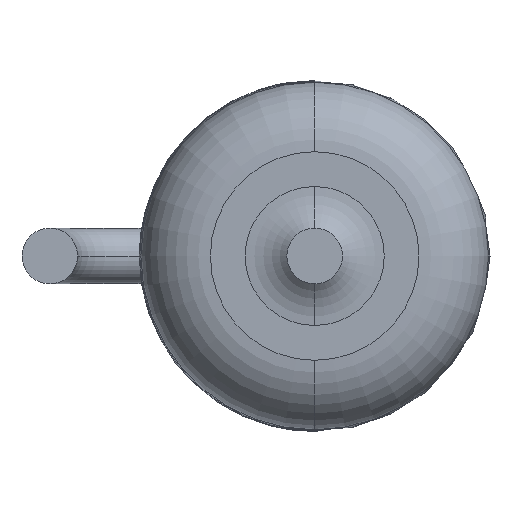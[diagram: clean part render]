
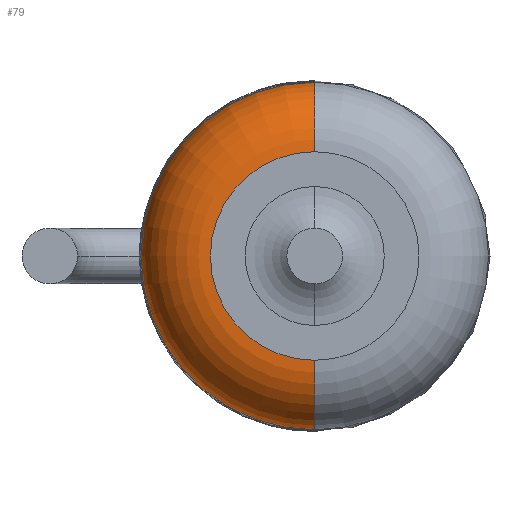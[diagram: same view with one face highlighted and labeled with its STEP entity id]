
A CAD part, front view. The second image highlights one B-rep face of the part: STEP entity #79.
In plain terms, the highlighted toroidal (fillet/blend) face has major radius 1.5 mm and minor radius 1 mm.
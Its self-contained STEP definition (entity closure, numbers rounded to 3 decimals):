
#5 = ORIENTED_EDGE ( 'NONE', *, *, #524, .F. ) ;
#35 = DIRECTION ( 'NONE',  ( 0., 0., 1. ) ) ;
#56 = ORIENTED_EDGE ( 'NONE', *, *, #815, .F. ) ;
#79 = ADVANCED_FACE ( 'NONE', ( #2280 ), #245, .T. ) ;
#91 = EDGE_LOOP ( 'NONE', ( #5, #1089, #1204, #56 ) ) ;
#100 = AXIS2_PLACEMENT_3D ( 'NONE', #1981, #130, #2594 ) ;
#114 = CARTESIAN_POINT ( 'NONE',  ( 0., -6.5, 2.5 ) ) ;
#127 = DIRECTION ( 'NONE',  ( -1., 0., 0. ) ) ;
#130 = DIRECTION ( 'NONE',  ( 1., 0., 0. ) ) ;
#191 = AXIS2_PLACEMENT_3D ( 'NONE', #2290, #1890, #35 ) ;
#245 = TOROIDAL_SURFACE ( 'NONE', #914, 1.5, 1. ) ;
#451 = CARTESIAN_POINT ( 'NONE',  ( 0., -6.5, 0. ) ) ;
#510 = VERTEX_POINT ( 'NONE', #1156 ) ;
#524 = EDGE_CURVE ( 'NONE', #510, #2536, #1689, .T. ) ;
#593 = AXIS2_PLACEMENT_3D ( 'NONE', #737, #127, #930 ) ;
#664 = DIRECTION ( 'NONE',  ( 0., 1., 0. ) ) ;
#737 = CARTESIAN_POINT ( 'NONE',  ( 0., -6.5, 1.5 ) ) ;
#815 = EDGE_CURVE ( 'NONE', #2536, #1806, #2505, .T. ) ;
#914 = AXIS2_PLACEMENT_3D ( 'NONE', #451, #664, #1295 ) ;
#930 = DIRECTION ( 'NONE',  ( 0., 0., 1. ) ) ;
#948 = DIRECTION ( 'NONE',  ( 0., 0., 1. ) ) ;
#1089 = ORIENTED_EDGE ( 'NONE', *, *, #1639, .F. ) ;
#1156 = CARTESIAN_POINT ( 'NONE',  ( 0., -7.5, -1.5 ) ) ;
#1204 = ORIENTED_EDGE ( 'NONE', *, *, #1652, .T. ) ;
#1295 = DIRECTION ( 'NONE',  ( 0., 0., 1. ) ) ;
#1350 = DIRECTION ( 'NONE',  ( 0., -1., 0. ) ) ;
#1639 = EDGE_CURVE ( 'NONE', #1736, #510, #2354, .T. ) ;
#1652 = EDGE_CURVE ( 'NONE', #1736, #1806, #2490, .T. ) ;
#1689 = CIRCLE ( 'NONE', #100, 1. ) ;
#1736 = VERTEX_POINT ( 'NONE', #2650 ) ;
#1806 = VERTEX_POINT ( 'NONE', #114 ) ;
#1812 = CARTESIAN_POINT ( 'NONE',  ( 0., -6.5, -2.5 ) ) ;
#1890 = DIRECTION ( 'NONE',  ( 0., 1., 0. ) ) ;
#1981 = CARTESIAN_POINT ( 'NONE',  ( 0., -6.5, -1.5 ) ) ;
#2280 = FACE_OUTER_BOUND ( 'NONE', #91, .T. ) ;
#2290 = CARTESIAN_POINT ( 'NONE',  ( 0., -6.5, 0. ) ) ;
#2354 = CIRCLE ( 'NONE', #2522, 1.5 ) ;
#2490 = CIRCLE ( 'NONE', #593, 1. ) ;
#2505 = CIRCLE ( 'NONE', #191, 2.5 ) ;
#2522 = AXIS2_PLACEMENT_3D ( 'NONE', #2643, #1350, #948 ) ;
#2536 = VERTEX_POINT ( 'NONE', #1812 ) ;
#2594 = DIRECTION ( 'NONE',  ( 0., 0., -1. ) ) ;
#2643 = CARTESIAN_POINT ( 'NONE',  ( 0., -7.5, 0. ) ) ;
#2650 = CARTESIAN_POINT ( 'NONE',  ( 0., -7.5, 1.5 ) ) ;
